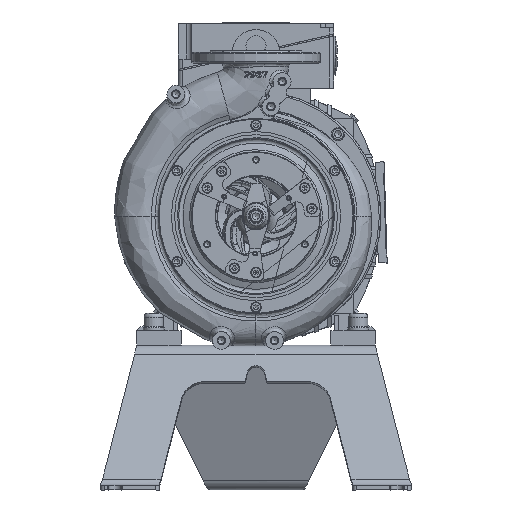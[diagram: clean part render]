
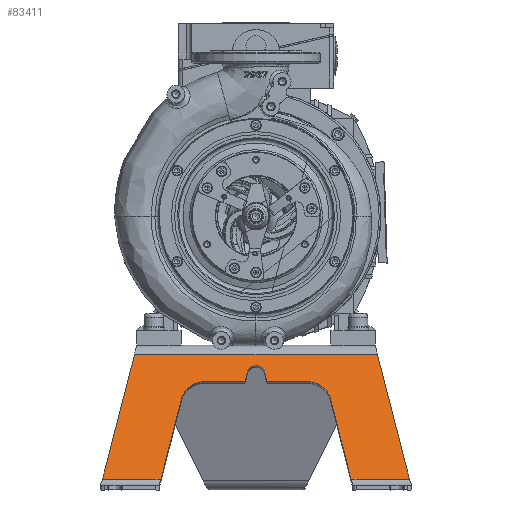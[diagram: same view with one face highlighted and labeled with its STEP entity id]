
A CAD part, front view. The second image highlights one B-rep face of the part: STEP entity #83411.
In plain terms, the highlighted planar face has unit normal (0, -0.93, 0.366).
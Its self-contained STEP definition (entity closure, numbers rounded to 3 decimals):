
#8588=LINE('',#128550,#16741);
#8591=LINE('',#128557,#16744);
#8598=LINE('',#128576,#16751);
#8606=LINE('',#128593,#16759);
#8636=LINE('',#128955,#16789);
#8639=LINE('',#128961,#16792);
#8643=LINE('',#128973,#16796);
#8646=LINE('',#128979,#16799);
#8653=LINE('',#129045,#16806);
#8668=LINE('',#129072,#16821);
#8669=LINE('',#129073,#16822);
#16741=VECTOR('',#102840,110.109);
#16744=VECTOR('',#102845,171.242);
#16751=VECTOR('',#102860,110.109);
#16759=VECTOR('',#102870,171.242);
#16789=VECTOR('',#102956,49.524);
#16792=VECTOR('',#102961,12.898);
#16796=VECTOR('',#102973,12.898);
#16799=VECTOR('',#102978,49.524);
#16806=VECTOR('',#103001,301.477);
#16821=VECTOR('',#103028,72.5);
#16822=VECTOR('',#103029,72.5);
#21351=PLANE('',#88744);
#25426=FACE_OUTER_BOUND('',#30189,.T.);
#30189=EDGE_LOOP('',(#67917,#67918,#67919,#67920,#67921,#67922,#67923,#67924,
#67925,#67926,#67927,#67928,#67929,#67930));
#33952=CIRCLE('',#88723,30.);
#33954=CIRCLE('',#88728,11.);
#33956=CIRCLE('',#88733,30.);
#39715=VERTEX_POINT('',#128547);
#39716=VERTEX_POINT('',#128549);
#39717=VERTEX_POINT('',#128553);
#39719=VERTEX_POINT('',#128556);
#39725=VERTEX_POINT('',#128572);
#39727=VERTEX_POINT('',#128575);
#39734=VERTEX_POINT('',#128590);
#39735=VERTEX_POINT('',#128592);
#39765=VERTEX_POINT('',#128948);
#39767=VERTEX_POINT('',#128954);
#39769=VERTEX_POINT('',#128960);
#39771=VERTEX_POINT('',#128966);
#39773=VERTEX_POINT('',#128972);
#39775=VERTEX_POINT('',#128978);
#49816=EDGE_CURVE('',#39716,#39715,#8588,.T.);
#49819=EDGE_CURVE('',#39719,#39717,#8591,.T.);
#49828=EDGE_CURVE('',#39727,#39725,#8598,.T.);
#49836=EDGE_CURVE('',#39735,#39734,#8606,.T.);
#49892=EDGE_CURVE('',#39765,#39727,#33952,.T.);
#49895=EDGE_CURVE('',#39767,#39765,#8636,.T.);
#49898=EDGE_CURVE('',#39769,#39767,#8639,.T.);
#49901=EDGE_CURVE('',#39771,#39769,#33954,.T.);
#49904=EDGE_CURVE('',#39773,#39771,#8643,.T.);
#49907=EDGE_CURVE('',#39775,#39773,#8646,.T.);
#49910=EDGE_CURVE('',#39715,#39775,#33956,.T.);
#49922=EDGE_CURVE('',#39734,#39719,#8653,.T.);
#49937=EDGE_CURVE('',#39716,#39717,#8668,.T.);
#49938=EDGE_CURVE('',#39735,#39725,#8669,.T.);
#67917=ORIENTED_EDGE('',*,*,#49836,.T.);
#67918=ORIENTED_EDGE('',*,*,#49922,.T.);
#67919=ORIENTED_EDGE('',*,*,#49819,.T.);
#67920=ORIENTED_EDGE('',*,*,#49937,.F.);
#67921=ORIENTED_EDGE('',*,*,#49816,.T.);
#67922=ORIENTED_EDGE('',*,*,#49910,.T.);
#67923=ORIENTED_EDGE('',*,*,#49907,.T.);
#67924=ORIENTED_EDGE('',*,*,#49904,.T.);
#67925=ORIENTED_EDGE('',*,*,#49901,.T.);
#67926=ORIENTED_EDGE('',*,*,#49898,.T.);
#67927=ORIENTED_EDGE('',*,*,#49895,.T.);
#67928=ORIENTED_EDGE('',*,*,#49892,.T.);
#67929=ORIENTED_EDGE('',*,*,#49828,.T.);
#67930=ORIENTED_EDGE('',*,*,#49938,.F.);
#83411=ADVANCED_FACE('',(#25426),#21351,.T.);
#88723=AXIS2_PLACEMENT_3D('',#128949,#102950,#102951);
#88728=AXIS2_PLACEMENT_3D('',#128967,#102967,#102968);
#88733=AXIS2_PLACEMENT_3D('',#128983,#102984,#102985);
#88744=AXIS2_PLACEMENT_3D('',#129071,#103026,#103027);
#102840=DIRECTION('',(0.232,0.357,0.905));
#102845=DIRECTION('',(-0.232,-0.357,-0.905));
#102860=DIRECTION('',(0.232,-0.357,-0.905));
#102870=DIRECTION('',(-0.232,0.357,0.905));
#102950=DIRECTION('center_axis',(0.,0.93,
-0.367));
#102951=DIRECTION('ref_axis',(0.973,0.085,0.215));
#102956=DIRECTION('',(1.,0.,0.));
#102961=DIRECTION('',(0.232,-0.357,-0.905));
#102967=DIRECTION('center_axis',(0.,0.93,
-0.367));
#102968=DIRECTION('ref_axis',(0.973,0.085,0.215));
#102973=DIRECTION('',(0.232,0.357,0.905));
#102978=DIRECTION('',(1.,0.,0.));
#102984=DIRECTION('center_axis',(0.,0.93,
-0.367));
#102985=DIRECTION('ref_axis',(0.,0.367,0.93));
#103001=DIRECTION('',(-1.,0.,0.));
#103026=DIRECTION('center_axis',(0.,-0.93,
0.367));
#103027=DIRECTION('ref_axis',(-1.,0.,0.));
#103028=DIRECTION('',(-1.,0.,0.));
#103029=DIRECTION('',(-1.,0.,0.));
#128547=CARTESIAN_POINT('',(-92.397,-11.748,-226.736));
#128549=CARTESIAN_POINT('',(-117.897,-51.005,-326.398));
#128550=CARTESIAN_POINT('',(-48.308,56.126,-54.429));
#128553=CARTESIAN_POINT('',(-190.397,-51.005,-326.398));
#128556=CARTESIAN_POINT('',(-150.738,10.049,-171.403));
#128557=CARTESIAN_POINT('',(-132.666,37.872,-100.77));
#128572=CARTESIAN_POINT('',(117.897,-51.005,-326.398));
#128575=CARTESIAN_POINT('',(92.397,-11.748,-226.736));
#128576=CARTESIAN_POINT('',(62.11,34.878,-108.369));
#128590=CARTESIAN_POINT('',(150.738,10.049,-171.403));
#128592=CARTESIAN_POINT('',(190.397,-51.005,-326.398));
#128593=CARTESIAN_POINT('',(110.416,72.125,-13.813));
#128948=CARTESIAN_POINT('',(63.212,-3.299,-205.288));
#128949=CARTESIAN_POINT('Origin',(63.212,-14.294,-233.2));
#128954=CARTESIAN_POINT('',(13.688,-3.299,-205.288));
#128955=CARTESIAN_POINT('',(31.606,-3.299,-205.288));
#128960=CARTESIAN_POINT('',(10.701,1.3,-193.613));
#128961=CARTESIAN_POINT('',(-25.693,57.327,-51.379));
#128966=CARTESIAN_POINT('',(-10.701,1.3,-193.613));
#128967=CARTESIAN_POINT('Origin',(0.,0.366,
-195.984));
#128972=CARTESIAN_POINT('',(-13.688,-3.299,-205.288));
#128973=CARTESIAN_POINT('',(27.186,59.627,-45.542));
#128978=CARTESIAN_POINT('',(-63.212,-3.299,-205.288));
#128979=CARTESIAN_POINT('',(31.606,-3.299,-205.288));
#128983=CARTESIAN_POINT('Origin',(-63.212,-14.294,-233.2));
#129045=CARTESIAN_POINT('',(0.,10.049,-171.403));
#129071=CARTESIAN_POINT('Origin',(0.,123.631,
116.943));
#129072=CARTESIAN_POINT('',(0.,-51.005,-326.398));
#129073=CARTESIAN_POINT('',(0.,-51.005,-326.398));
